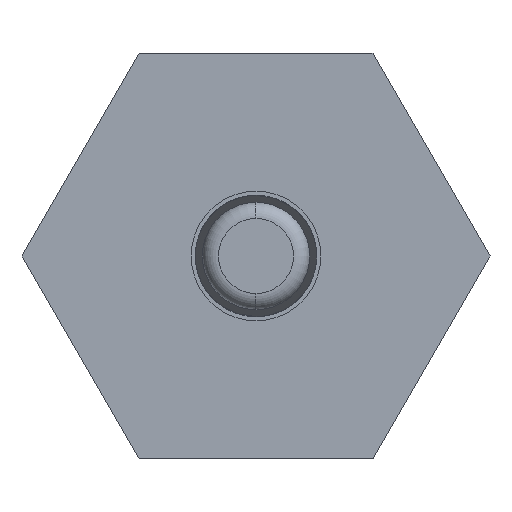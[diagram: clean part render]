
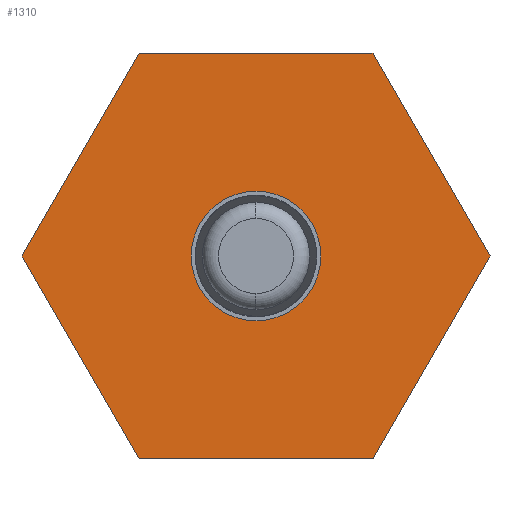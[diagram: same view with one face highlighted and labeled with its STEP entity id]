
A CAD part, front view. The second image highlights one B-rep face of the part: STEP entity #1310.
In plain terms, the highlighted face is planar.
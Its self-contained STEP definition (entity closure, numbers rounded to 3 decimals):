
#6 = LINE ( 'NONE', #870, #1846 ) ;
#20 = DIRECTION ( 'NONE',  ( -0.5, 0., -0.866 ) ) ;
#135 = CARTESIAN_POINT ( 'NONE',  ( -5.774, 13.3, 0. ) ) ;
#149 = VERTEX_POINT ( 'NONE', #1142 ) ;
#203 = AXIS2_PLACEMENT_3D ( 'NONE', #1386, #1585, #415 ) ;
#238 = LINE ( 'NONE', #869, #819 ) ;
#245 = LINE ( 'NONE', #1711, #904 ) ;
#259 = VECTOR ( 'NONE', #1040, 1000. ) ;
#262 = CARTESIAN_POINT ( 'NONE',  ( -2.887, 13.3, 5. ) ) ;
#304 = ORIENTED_EDGE ( 'NONE', *, *, #1963, .T. ) ;
#330 = VECTOR ( 'NONE', #1326, 1000. ) ;
#377 = EDGE_CURVE ( 'NONE', #1294, #1708, #238, .T. ) ;
#397 = LINE ( 'NONE', #1504, #259 ) ;
#406 = EDGE_CURVE ( 'NONE', #1906, #1294, #245, .T. ) ;
#415 = DIRECTION ( 'NONE',  ( 0., 0., -1. ) ) ;
#500 = ORIENTED_EDGE ( 'NONE', *, *, #2038, .T. ) ;
#575 = EDGE_CURVE ( 'NONE', #1182, #1128, #1767, .T. ) ;
#763 = FACE_OUTER_BOUND ( 'NONE', #1746, .T. ) ;
#819 = VECTOR ( 'NONE', #1491, 1000. ) ;
#825 = LINE ( 'NONE', #1232, #1643 ) ;
#869 = CARTESIAN_POINT ( 'NONE',  ( -2.887, 13.3, 5. ) ) ;
#870 = CARTESIAN_POINT ( 'NONE',  ( 2.887, 13.3, -5. ) ) ;
#901 = DIRECTION ( 'NONE',  ( 0.5, 0., 0.866 ) ) ;
#904 = VECTOR ( 'NONE', #901, 1000. ) ;
#922 = ORIENTED_EDGE ( 'NONE', *, *, #377, .T. ) ;
#967 = CARTESIAN_POINT ( 'NONE',  ( 2.887, 13.3, -5. ) ) ;
#1019 = ORIENTED_EDGE ( 'NONE', *, *, #575, .T. ) ;
#1040 = DIRECTION ( 'NONE',  ( -0.5, 0., 0.866 ) ) ;
#1094 = DIRECTION ( 'NONE',  ( 0.5, 0., -0.866 ) ) ;
#1128 = VERTEX_POINT ( 'NONE', #1233 ) ;
#1142 = CARTESIAN_POINT ( 'NONE',  ( 5.774, 13.3, 0. ) ) ;
#1157 = ORIENTED_EDGE ( 'NONE', *, *, #406, .T. ) ;
#1182 = VERTEX_POINT ( 'NONE', #967 ) ;
#1232 = CARTESIAN_POINT ( 'NONE',  ( 2.887, 13.3, 5. ) ) ;
#1233 = CARTESIAN_POINT ( 'NONE',  ( -2.887, 13.3, -5. ) ) ;
#1294 = VERTEX_POINT ( 'NONE', #262 ) ;
#1310 = ADVANCED_FACE ( 'NONE', ( #763 ), #1545, .F. ) ;
#1326 = DIRECTION ( 'NONE',  ( -1., 0., 0. ) ) ;
#1386 = CARTESIAN_POINT ( 'NONE',  ( 8.66, 13.3, 5. ) ) ;
#1491 = DIRECTION ( 'NONE',  ( 1., 0., 0. ) ) ;
#1500 = ORIENTED_EDGE ( 'NONE', *, *, #1839, .T. ) ;
#1504 = CARTESIAN_POINT ( 'NONE',  ( -2.887, 13.3, -5. ) ) ;
#1545 = PLANE ( 'NONE',  #203 ) ;
#1554 = CARTESIAN_POINT ( 'NONE',  ( 2.887, 13.3, 5. ) ) ;
#1585 = DIRECTION ( 'NONE',  ( 0., -1., 0. ) ) ;
#1643 = VECTOR ( 'NONE', #1094, 1000. ) ;
#1708 = VERTEX_POINT ( 'NONE', #1554 ) ;
#1711 = CARTESIAN_POINT ( 'NONE',  ( -2.887, 13.3, 5. ) ) ;
#1746 = EDGE_LOOP ( 'NONE', ( #922, #1500, #304, #1019, #500, #1157 ) ) ;
#1767 = LINE ( 'NONE', #1834, #330 ) ;
#1834 = CARTESIAN_POINT ( 'NONE',  ( -2.887, 13.3, -5. ) ) ;
#1839 = EDGE_CURVE ( 'NONE', #1708, #149, #825, .T. ) ;
#1846 = VECTOR ( 'NONE', #20, 1000. ) ;
#1906 = VERTEX_POINT ( 'NONE', #135 ) ;
#1963 = EDGE_CURVE ( 'NONE', #149, #1182, #6, .T. ) ;
#2038 = EDGE_CURVE ( 'NONE', #1128, #1906, #397, .T. ) ;
